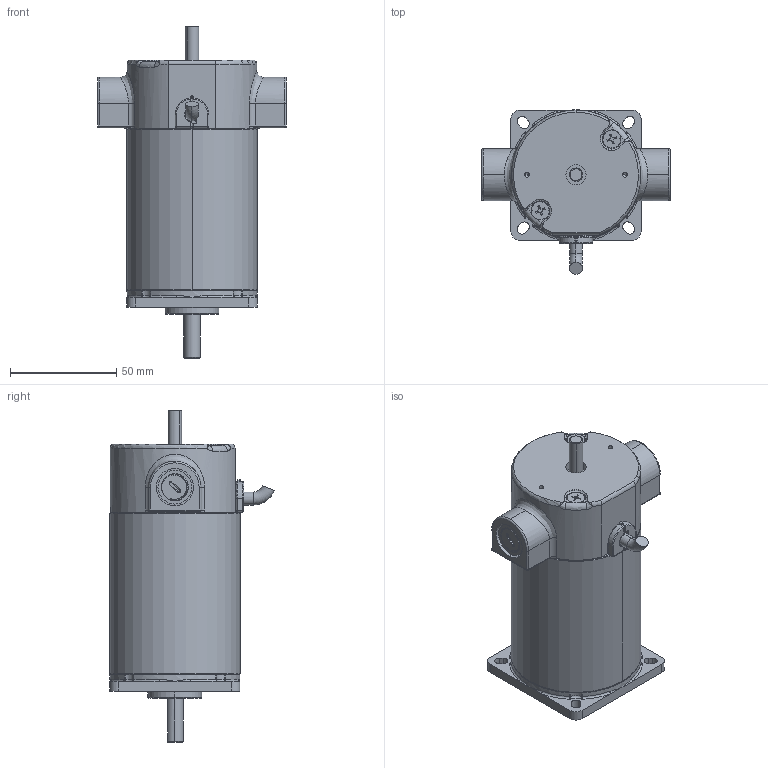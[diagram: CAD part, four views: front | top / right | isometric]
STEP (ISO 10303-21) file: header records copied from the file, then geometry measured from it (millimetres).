
FILE_DESCRIPTION (( 'STEP AP203' ), '1' );
FILE_NAME ('INFM0044.STEP', '2013-03-07T23:30:54', ( 'Admin' ), ( 'Bodine Electric Company' ), 'SwSTEP 2.0', 'SolidWorks 2012', '' );
FILE_SCHEMA (( 'CONFIG_CONTROL_DESIGN' ));
Length unit declared in the file: inch
Products named in the file (1): INFM0044
Bounding box: 88.9 x 77.46 x 156.21 mm (x, y, z)
Volume: 371802.4 mm3; surface area: 57949.6 mm2
Topology: 15 solids, 15 shells, 681 faces, 1649 edges, 981 vertices
Faces by surface type: cylinder 283, plane 181, torus 88, bspline 60, cone 41, sphere 28
Entity records: 24646 total; most frequent: CARTESIAN_POINT 9208, DIRECTION 3287, ORIENTED_EDGE 3226, EDGE_CURVE 1613, AXIS2_PLACEMENT_3D 1320, VERTEX_POINT 981, EDGE_LOOP 718, CIRCLE 698
